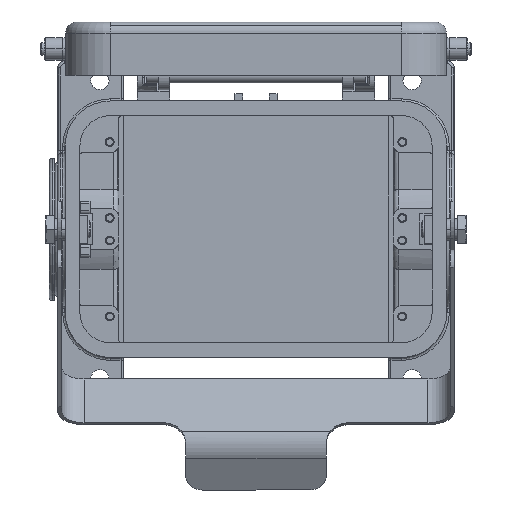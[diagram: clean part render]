
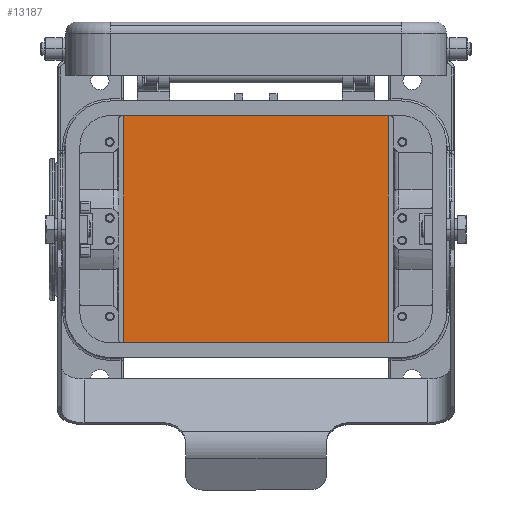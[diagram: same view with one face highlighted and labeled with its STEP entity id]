
A CAD part, top view. The second image highlights one B-rep face of the part: STEP entity #13187.
In plain terms, the highlighted planar face has unit normal (0, 0, 1).
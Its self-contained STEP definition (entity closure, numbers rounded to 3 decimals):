
#13148=CARTESIAN_POINT('',(0.0,0.,-54.3));
#13149=DIRECTION('',(0.0,0.0,1.0));
#13150=DIRECTION('',(1.0,0.0,0.0));
#13151=AXIS2_PLACEMENT_3D('',#13148,#13149,#13150);
#13152=PLANE('',#13151);
#13153=CARTESIAN_POINT('',(-47.,40.5,-54.3));
#13154=VERTEX_POINT('',#13153);
#13155=CARTESIAN_POINT('',(-47.,-40.5,-54.3));
#13156=VERTEX_POINT('',#13155);
#13157=CARTESIAN_POINT('',(-47.,40.5,-54.3));
#13158=DIRECTION('',(0.0,-1.0,0.0));
#13159=VECTOR('',#13158,81.0);
#13160=LINE('',#13157,#13159);
#13161=EDGE_CURVE('',#13154,#13156,#13160,.T.);
#13162=ORIENTED_EDGE('',*,*,#13161,.T.);
#13163=CARTESIAN_POINT('',(47.,-40.5,-54.3));
#13164=VERTEX_POINT('',#13163);
#13165=CARTESIAN_POINT('',(47.,-40.5,-54.3));
#13166=DIRECTION('',(-1.0,0.0,0.0));
#13167=VECTOR('',#13166,94.);
#13168=LINE('',#13165,#13167);
#13169=EDGE_CURVE('',#13164,#13156,#13168,.T.);
#13170=ORIENTED_EDGE('',*,*,#13169,.F.);
#13171=CARTESIAN_POINT('',(47.,40.5,-54.3));
#13172=VERTEX_POINT('',#13171);
#13173=CARTESIAN_POINT('',(47.,-40.5,-54.3));
#13174=DIRECTION('',(0.0,1.0,0.0));
#13175=VECTOR('',#13174,81.0);
#13176=LINE('',#13173,#13175);
#13177=EDGE_CURVE('',#13164,#13172,#13176,.T.);
#13178=ORIENTED_EDGE('',*,*,#13177,.T.);
#13179=CARTESIAN_POINT('',(-47.,40.5,-54.3));
#13180=DIRECTION('',(1.0,0.0,0.0));
#13181=VECTOR('',#13180,94.);
#13182=LINE('',#13179,#13181);
#13183=EDGE_CURVE('',#13154,#13172,#13182,.T.);
#13184=ORIENTED_EDGE('',*,*,#13183,.F.);
#13185=EDGE_LOOP('',(#13162,#13170,#13178,#13184));
#13186=FACE_OUTER_BOUND('',#13185,.T.);
#13187=ADVANCED_FACE('',(#13186),#13152,.T.);
